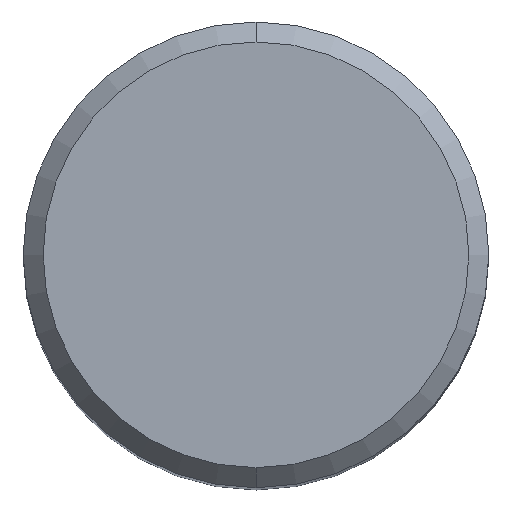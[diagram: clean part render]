
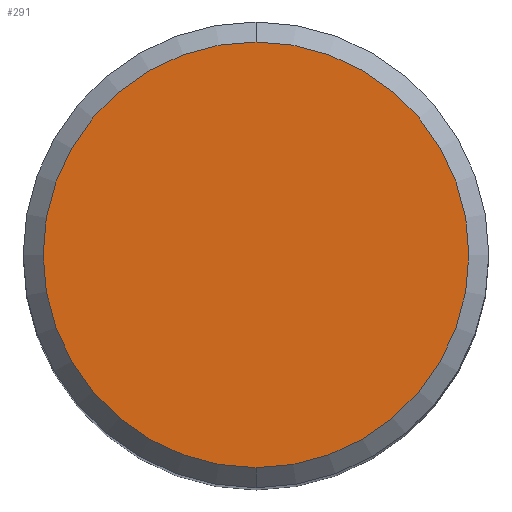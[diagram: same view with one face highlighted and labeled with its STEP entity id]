
A CAD part, top view. The second image highlights one B-rep face of the part: STEP entity #291.
In plain terms, the highlighted planar face has unit normal (0, 0, 1).
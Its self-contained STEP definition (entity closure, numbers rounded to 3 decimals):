
#281=VERTEX_POINT('',#592);
#291=ADVANCED_FACE('',(#602),#603,.T.);
#311=EDGE_CURVE('',#357,#281,#623,.T.);
#357=VERTEX_POINT('',#673);
#445=EDGE_CURVE('',#281,#357,#772,.T.);
#592=CARTESIAN_POINT('',(0.,-6.4,0.0));
#602=FACE_OUTER_BOUND('',#1074,.T.);
#603=PLANE('',#1075);
#623=CIRCLE('',#1153,6.4);
#673=CARTESIAN_POINT('',(0.0,6.4,0.0));
#772=CIRCLE('',#1449,6.4);
#1074=EDGE_LOOP('',(#1630,#1631));
#1075=AXIS2_PLACEMENT_3D('',#1632,#1633,#1634);
#1153=AXIS2_PLACEMENT_3D('',#1638,#1639,#1640);
#1449=AXIS2_PLACEMENT_3D('',#1811,#1812,#1813);
#1630=ORIENTED_EDGE('',*,*,#311,.F.);
#1631=ORIENTED_EDGE('',*,*,#445,.F.);
#1632=CARTESIAN_POINT('',(0.0,3.2,0.0));
#1633=DIRECTION('',(-0.0,0.0,1.0));
#1634=DIRECTION('',(0.0,-1.0,0.0));
#1638=CARTESIAN_POINT('',(0.0,0.0,0.0));
#1639=DIRECTION('',(0.0,0.0,-1.0));
#1640=DIRECTION('',(0.0,1.0,0.0));
#1811=CARTESIAN_POINT('',(0.0,0.0,0.0));
#1812=DIRECTION('',(0.0,0.0,-1.0));
#1813=DIRECTION('',(0.0,1.0,0.0));
